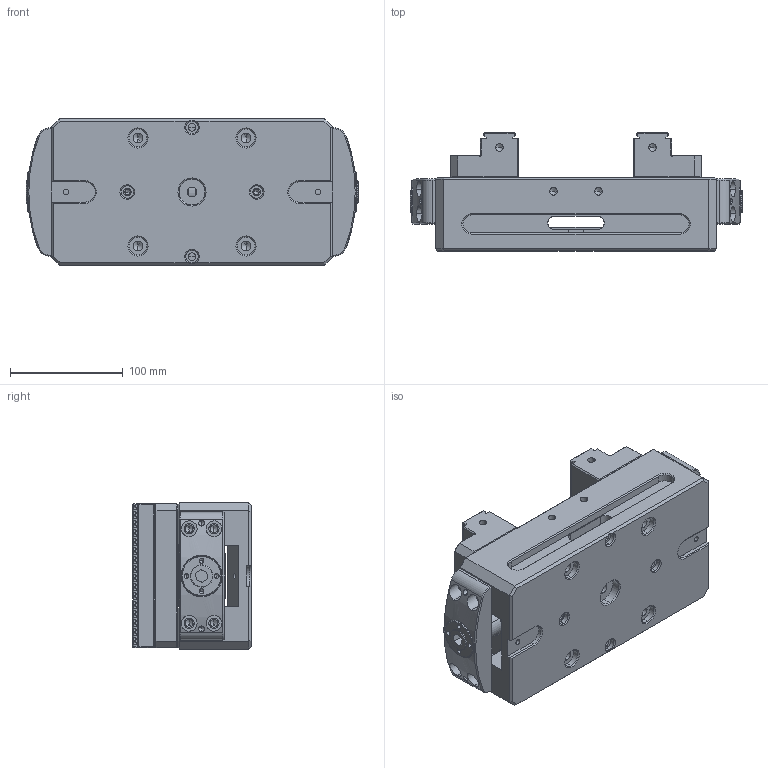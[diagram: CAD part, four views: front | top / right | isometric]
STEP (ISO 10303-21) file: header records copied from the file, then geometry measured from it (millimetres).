
FILE_DESCRIPTION (( 'STEP AP214' ), '1' );
FILE_NAME ('ASC-130X250-²Õ¦X¥ó.STEP', '2021-11-24T05:32:53', ( '' ), ( '' ), 'SwSTEP 2.0', 'SolidWorks 2018', '' );
FILE_SCHEMA (( 'AUTOMOTIVE_DESIGN' ));
Length unit declared in the file: millimetre
Products named in the file (10): SC-I-5-_____y_____Default.STEP; ASC-130X250-組合件; ASC-130X250-01-___x_Default.STEP; ASC-130X195-6-_______Default.STEP; ASC-130X195-02-_____y_Default.STEP; SC-I-5-_______U_Default.STEP; SC-I-5-205-03-_____Default.STEP; ASC-130X250-組合件.STEP; SC-I-5-___U_T_w_y_Default.STEP; ASC-130X195-07-_w__-_____Default.STEP
Assembly tree (15 placements, depth 3):
  ASC-130X250-組合件
    ASC-130X250-組合件.STEP
      ASC-130X195-6-_______Default.STEP  x2
      ASC-130X250-01-___x_Default.STEP
      SC-I-5-___U_T_w_y_Default.STEP  x2
      SC-I-5-_______U_Default.STEP  x2
      SC-I-5-_____y_____Default.STEP  x2
      ASC-130X195-07-_w__-_____Default.STEP  x2
      ASC-130X195-02-_____y_Default.STEP  x2
      SC-I-5-205-03-_____Default.STEP
Bounding box: 295 x 105 x 130 mm (x, y, z)
Volume: 2180183.4 mm3; surface area: 356008.5 mm2
Topology: 14 solids, 14 shells, 1236 faces, 3214 edges, 1989 vertices
Faces by surface type: cylinder 566, plane 424, cone 234, bspline 12
Entity records: 32759 total; most frequent: CARTESIAN_POINT 13473, ORIENTED_EDGE 3828, DIRECTION 3769, EDGE_CURVE 1914, AXIS2_PLACEMENT_3D 1328, VERTEX_POINT 1220, VECTOR 1113, LINE 1113
